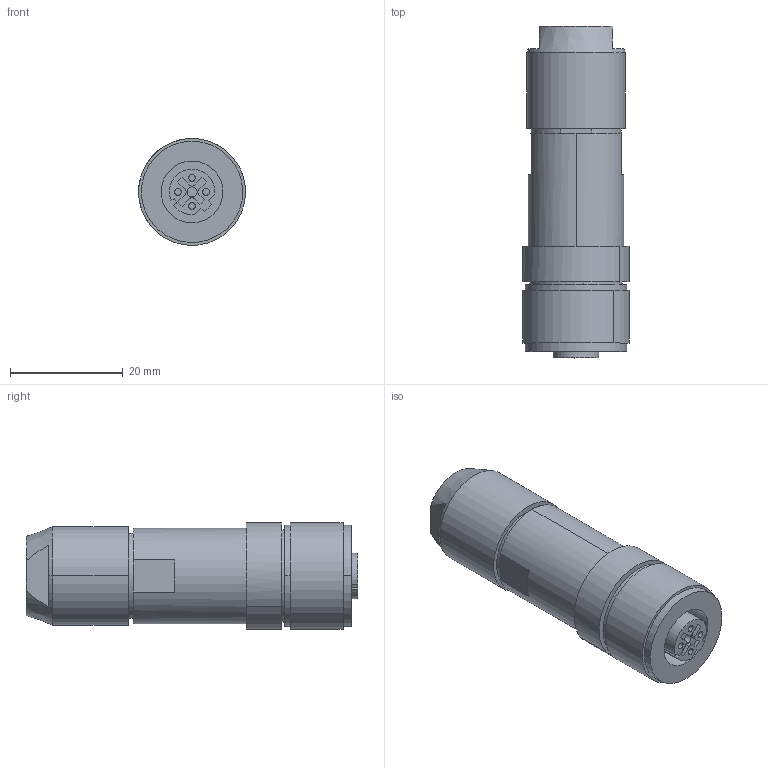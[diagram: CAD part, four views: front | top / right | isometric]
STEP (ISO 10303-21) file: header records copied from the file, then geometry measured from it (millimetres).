
FILE_DESCRIPTION(('Creo Elements/Direct Modeling STEP Export'),'2;1');
FILE_NAME('model.stp','2021-01-28T 8:33:05',(''),(''),'Creo Elements/Direct Modeling STEP processor for AP214 (Solid Model)','Creo Elements/Direct Modeling 20.1A 29-Sep-2018 (C) Parametric Technology GmbH','');
FILE_SCHEMA(('AUTOMOTIVE_DESIGN { 1 0 10303 214 1 1 1 1 }'));
Length unit declared in the file: millimetre
Products named in the file (2): SACC_M12FSD_4Q_SH-select
Assembly tree (1 placements, depth 2):
  SACC_M12FSD_4Q_SH-select
    SACC_M12FSD_4Q_SH-select
Bounding box: 18.98 x 59 x 18.98 mm (x, y, z)
Volume: 11939.4 mm3; surface area: 5405.5 mm2
Topology: 1 solids, 1 shells, 92 faces, 225 edges, 151 vertices
Faces by surface type: plane 51, cylinder 37, cone 4
Entity records: 3447 total; most frequent: CARTESIAN_POINT 604, ORIENTED_EDGE 450, DIRECTION 402, EDGE_CURVE 225, VERTEX_POINT 151, AXIS2_PLACEMENT_3D 142, VECTOR 118, LINE 118
